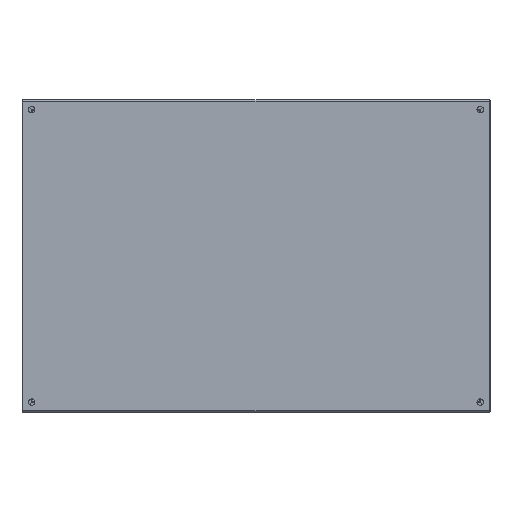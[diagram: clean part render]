
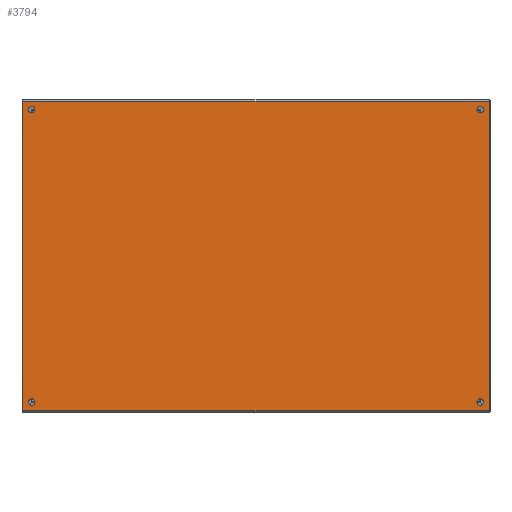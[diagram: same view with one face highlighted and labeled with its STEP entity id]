
A CAD part, top view. The second image highlights one B-rep face of the part: STEP entity #3794.
In plain terms, the highlighted face is planar.
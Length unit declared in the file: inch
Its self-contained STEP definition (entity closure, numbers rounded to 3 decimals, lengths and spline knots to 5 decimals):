
#61 = VERTEX_POINT ( 'NONE', #39967 ) ;
#98 = CIRCLE ( 'NONE', #21087, 0.25 ) ;
#542 = CARTESIAN_POINT ( 'NONE',  ( 0., 35., 11.25 ) ) ;
#626 = PLANE ( 'NONE',  #25248 ) ;
#1115 = DIRECTION ( 'NONE',  ( 1., 0., 0. ) ) ;
#1561 = ORIENTED_EDGE ( 'NONE', *, *, #37440, .T. ) ;
#2714 = DIRECTION ( 'NONE',  ( 0., -1., 0. ) ) ;
#3350 = EDGE_CURVE ( 'NONE', #61, #22835, #40755, .T. ) ;
#3361 = DIRECTION ( 'NONE',  ( 0., -1., 0. ) ) ;
#3794 = ADVANCED_FACE ( 'NONE', ( #25959, #7933, #5092, #4877, #29438 ), #626, .F. ) ;
#3923 = VECTOR ( 'NONE', #14590, 39.37008 ) ;
#3966 = LINE ( 'NONE', #40277, #6994 ) ;
#4023 = EDGE_CURVE ( 'NONE', #20184, #14290, #37589, .T. ) ;
#4036 = AXIS2_PLACEMENT_3D ( 'NONE', #6082, #20348, #25711 ) ;
#4804 = EDGE_LOOP ( 'NONE', ( #1561, #44683 ) ) ;
#4877 = FACE_BOUND ( 'NONE', #34166, .T. ) ;
#5061 = VERTEX_POINT ( 'NONE', #37243 ) ;
#5092 = FACE_BOUND ( 'NONE', #28362, .T. ) ;
#5350 = CARTESIAN_POINT ( 'NONE',  ( 0., 0.75, -11.25 ) ) ;
#6082 = CARTESIAN_POINT ( 'NONE',  ( 0., 35.25, -11.25 ) ) ;
#6994 = VECTOR ( 'NONE', #18257, 39.37008 ) ;
#7186 = DIRECTION ( 'NONE',  ( 1., 0., 0. ) ) ;
#7336 = LINE ( 'NONE', #11287, #3923 ) ;
#7597 = DIRECTION ( 'NONE',  ( 1., 0., 0. ) ) ;
#7604 = VERTEX_POINT ( 'NONE', #10991 ) ;
#7669 = ORIENTED_EDGE ( 'NONE', *, *, #14699, .T. ) ;
#7933 = FACE_BOUND ( 'NONE', #10267, .T. ) ;
#8398 = DIRECTION ( 'NONE',  ( 0., -1., 0. ) ) ;
#8728 = CARTESIAN_POINT ( 'NONE',  ( 0., 35.928, 11.892 ) ) ;
#9153 = CIRCLE ( 'NONE', #13638, 0.25 ) ;
#9266 = LINE ( 'NONE', #23315, #17380 ) ;
#9725 = CARTESIAN_POINT ( 'NONE',  ( 0., 35.25, -11.25 ) ) ;
#10267 = EDGE_LOOP ( 'NONE', ( #7669, #44735 ) ) ;
#10382 = DIRECTION ( 'NONE',  ( 1., 0., 0. ) ) ;
#10580 = CARTESIAN_POINT ( 'NONE',  ( 0., 0.5, 11.25 ) ) ;
#10991 = CARTESIAN_POINT ( 'NONE',  ( 0., 35.5, -11.25 ) ) ;
#11287 = CARTESIAN_POINT ( 'NONE',  ( 0., 0.072, 11.928 ) ) ;
#11800 = EDGE_CURVE ( 'NONE', #18961, #20330, #14689, .T. ) ;
#11886 = ORIENTED_EDGE ( 'NONE', *, *, #23112, .T. ) ;
#12294 = EDGE_CURVE ( 'NONE', #18791, #7604, #24251, .T. ) ;
#12918 = VERTEX_POINT ( 'NONE', #42555 ) ;
#12993 = CARTESIAN_POINT ( 'NONE',  ( 0., 35.928, -11.928 ) ) ;
#13232 = EDGE_CURVE ( 'NONE', #7604, #18791, #9153, .T. ) ;
#13638 = AXIS2_PLACEMENT_3D ( 'NONE', #9725, #23804, #2714 ) ;
#14290 = VERTEX_POINT ( 'NONE', #20471 ) ;
#14369 = DIRECTION ( 'NONE',  ( 0., -1., 0. ) ) ;
#14533 = CARTESIAN_POINT ( 'NONE',  ( 0., 0.072, 11.892 ) ) ;
#14590 = DIRECTION ( 'NONE',  ( 0., 0., 1. ) ) ;
#14620 = CARTESIAN_POINT ( 'NONE',  ( 0., 35.25, 11.25 ) ) ;
#14689 = CIRCLE ( 'NONE', #31914, 0.25 ) ;
#14699 = EDGE_CURVE ( 'NONE', #20330, #18961, #43674, .T. ) ;
#16746 = ORIENTED_EDGE ( 'NONE', *, *, #40085, .T. ) ;
#17380 = VECTOR ( 'NONE', #30350, 39.37008 ) ;
#18098 = ORIENTED_EDGE ( 'NONE', *, *, #21948, .F. ) ;
#18257 = DIRECTION ( 'NONE',  ( 0., -1., 0. ) ) ;
#18774 = ORIENTED_EDGE ( 'NONE', *, *, #12294, .T. ) ;
#18791 = VERTEX_POINT ( 'NONE', #42709 ) ;
#18961 = VERTEX_POINT ( 'NONE', #44251 ) ;
#19379 = AXIS2_PLACEMENT_3D ( 'NONE', #14620, #7597, #14369 ) ;
#20184 = VERTEX_POINT ( 'NONE', #8728 ) ;
#20330 = VERTEX_POINT ( 'NONE', #40077 ) ;
#20348 = DIRECTION ( 'NONE',  ( 1., 0., 0. ) ) ;
#20471 = CARTESIAN_POINT ( 'NONE',  ( 0., 35.928, -11.892 ) ) ;
#20568 = AXIS2_PLACEMENT_3D ( 'NONE', #31295, #7186, #32241 ) ;
#21087 = AXIS2_PLACEMENT_3D ( 'NONE', #46236, #35068, #41861 ) ;
#21626 = CIRCLE ( 'NONE', #19379, 0.25 ) ;
#21948 = EDGE_CURVE ( 'NONE', #12918, #14290, #9266, .T. ) ;
#22835 = VERTEX_POINT ( 'NONE', #542 ) ;
#23112 = EDGE_CURVE ( 'NONE', #12918, #40795, #7336, .T. ) ;
#23232 = ORIENTED_EDGE ( 'NONE', *, *, #4023, .T. ) ;
#23273 = EDGE_CURVE ( 'NONE', #20184, #40795, #3966, .T. ) ;
#23315 = CARTESIAN_POINT ( 'NONE',  ( 0., 35.928, -11.892 ) ) ;
#23368 = AXIS2_PLACEMENT_3D ( 'NONE', #43961, #26207, #8398 ) ;
#23804 = DIRECTION ( 'NONE',  ( 1., 0., 0. ) ) ;
#23994 = ORIENTED_EDGE ( 'NONE', *, *, #23273, .F. ) ;
#24059 = DIRECTION ( 'NONE',  ( 0., -1., 0. ) ) ;
#24251 = CIRCLE ( 'NONE', #4036, 0.25 ) ;
#24906 = EDGE_LOOP ( 'NONE', ( #23994, #23232, #18098, #11886 ) ) ;
#25248 = AXIS2_PLACEMENT_3D ( 'NONE', #40009, #1115, #33470 ) ;
#25711 = DIRECTION ( 'NONE',  ( 0., -1., 0. ) ) ;
#25959 = FACE_OUTER_BOUND ( 'NONE', #24906, .T. ) ;
#26207 = DIRECTION ( 'NONE',  ( 1., 0., 0. ) ) ;
#27371 = ORIENTED_EDGE ( 'NONE', *, *, #29969, .T. ) ;
#27793 = VERTEX_POINT ( 'NONE', #10580 ) ;
#28362 = EDGE_LOOP ( 'NONE', ( #18774, #41023 ) ) ;
#29438 = FACE_BOUND ( 'NONE', #4804, .T. ) ;
#29969 = EDGE_CURVE ( 'NONE', #5061, #27793, #34533, .T. ) ;
#30350 = DIRECTION ( 'NONE',  ( 0., 1., 0. ) ) ;
#30621 = DIRECTION ( 'NONE',  ( 1., 0., 0. ) ) ;
#31295 = CARTESIAN_POINT ( 'NONE',  ( 0., 35.25, 11.25 ) ) ;
#31914 = AXIS2_PLACEMENT_3D ( 'NONE', #42451, #10382, #3361 ) ;
#32241 = DIRECTION ( 'NONE',  ( 0., -1., 0. ) ) ;
#33470 = DIRECTION ( 'NONE',  ( 0., -1., 0. ) ) ;
#34166 = EDGE_LOOP ( 'NONE', ( #16746, #27371 ) ) ;
#34533 = CIRCLE ( 'NONE', #23368, 0.25 ) ;
#35068 = DIRECTION ( 'NONE',  ( 1., 0., 0. ) ) ;
#37243 = CARTESIAN_POINT ( 'NONE',  ( 0., 1., 11.25 ) ) ;
#37440 = EDGE_CURVE ( 'NONE', #22835, #61, #21626, .T. ) ;
#37589 = LINE ( 'NONE', #12993, #37866 ) ;
#37866 = VECTOR ( 'NONE', #41091, 39.37008 ) ;
#39193 = AXIS2_PLACEMENT_3D ( 'NONE', #5350, #30621, #24059 ) ;
#39967 = CARTESIAN_POINT ( 'NONE',  ( 0., 35.5, 11.25 ) ) ;
#40009 = CARTESIAN_POINT ( 'NONE',  ( 0., 0.072, 11.928 ) ) ;
#40077 = CARTESIAN_POINT ( 'NONE',  ( 0., 0.5, -11.25 ) ) ;
#40085 = EDGE_CURVE ( 'NONE', #27793, #5061, #98, .T. ) ;
#40277 = CARTESIAN_POINT ( 'NONE',  ( 0., 0.072, 11.892 ) ) ;
#40755 = CIRCLE ( 'NONE', #20568, 0.25 ) ;
#40795 = VERTEX_POINT ( 'NONE', #14533 ) ;
#41023 = ORIENTED_EDGE ( 'NONE', *, *, #13232, .T. ) ;
#41091 = DIRECTION ( 'NONE',  ( 0., 0., -1. ) ) ;
#41861 = DIRECTION ( 'NONE',  ( 0., -1., 0. ) ) ;
#42451 = CARTESIAN_POINT ( 'NONE',  ( 0., 0.75, -11.25 ) ) ;
#42555 = CARTESIAN_POINT ( 'NONE',  ( 0., 0.072, -11.892 ) ) ;
#42709 = CARTESIAN_POINT ( 'NONE',  ( 0., 35., -11.25 ) ) ;
#43674 = CIRCLE ( 'NONE', #39193, 0.25 ) ;
#43961 = CARTESIAN_POINT ( 'NONE',  ( 0., 0.75, 11.25 ) ) ;
#44251 = CARTESIAN_POINT ( 'NONE',  ( 0., 1., -11.25 ) ) ;
#44683 = ORIENTED_EDGE ( 'NONE', *, *, #3350, .T. ) ;
#44735 = ORIENTED_EDGE ( 'NONE', *, *, #11800, .T. ) ;
#46236 = CARTESIAN_POINT ( 'NONE',  ( 0., 0.75, 11.25 ) ) ;
